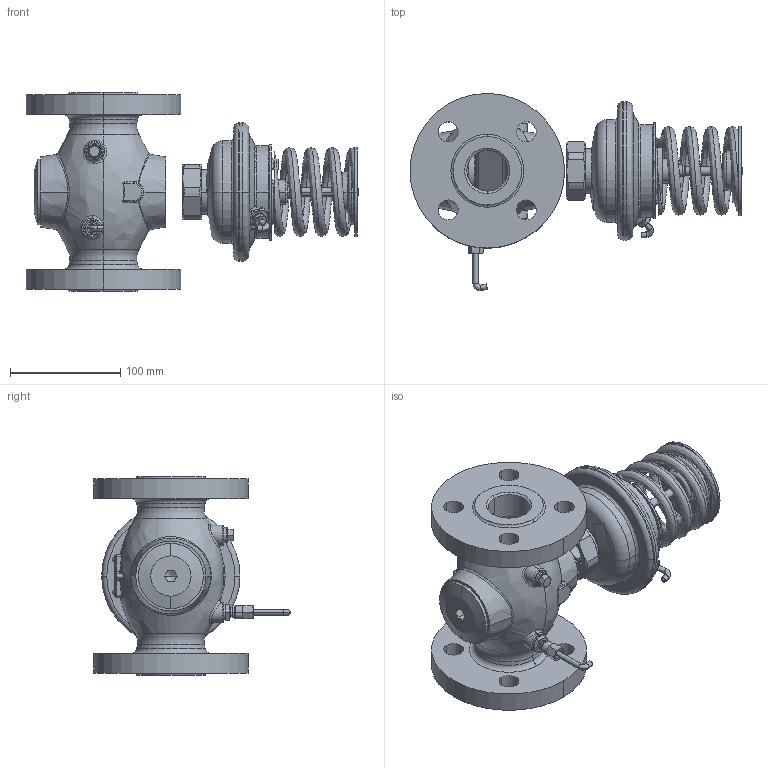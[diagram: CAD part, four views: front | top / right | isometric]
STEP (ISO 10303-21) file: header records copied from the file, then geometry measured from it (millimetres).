
FILE_DESCRIPTION((''),'2;1');
FILE_NAME('003H6626','2010-01-04T',('u243613'),('Danfoss Trata d.o.o.'),'PRO/ENGINEER BY PARAMETRIC TECHNOLOGY CORPORATION, 2009230','PRO/ENGINEER BY PARAMETRIC TECHNOLOGY CORPORATION, 2009230','');
FILE_SCHEMA(('CONFIG_CONTROL_DESIGN'));
Length unit declared in the file: millimetre
Products named in the file (1): 003H6626
Bounding box: 300.6 x 178.28 x 180 mm (x, y, z)
Volume: 1247863.3 mm3; surface area: 327946.2 mm2
Topology: 5 solids, 5 shells, 1144 faces, 2590 edges, 1539 vertices
Faces by surface type: plane 306, cylinder 306, torus 203, cone 200, bspline 114, sphere 15
Entity records: 46982 total; most frequent: CARTESIAN_POINT 21721, DIRECTION 5482, ORIENTED_EDGE 5168, EDGE_CURVE 2584, AXIS2_PLACEMENT_3D 2343, VERTEX_POINT 1539, CIRCLE 1313, EDGE_LOOP 1267
